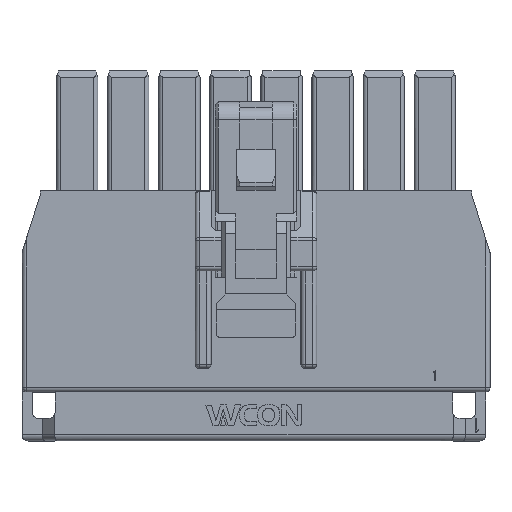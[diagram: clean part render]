
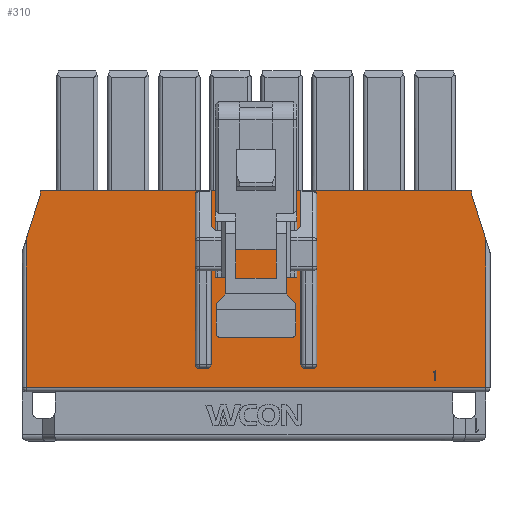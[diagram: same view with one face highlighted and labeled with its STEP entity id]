
A CAD part, top view. The second image highlights one B-rep face of the part: STEP entity #310.
In plain terms, the highlighted planar face has unit normal (0, 0, 1).
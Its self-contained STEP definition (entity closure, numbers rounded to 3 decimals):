
#30=CARTESIAN_POINT('',(-1.22,6.4,2.865));
#31=DIRECTION('',(1.,0.,0.));
#32=DIRECTION('',(0.,0.,1.));
#33=AXIS2_PLACEMENT_3D('',#30,#32,#31);
#34=PLANE('',#33);
#35=CARTESIAN_POINT('',(-11.77,9.85,2.865));
#36=VERTEX_POINT('',#35);
#37=CARTESIAN_POINT('',(-11.77,9.66,2.865));
#38=VERTEX_POINT('',#37);
#39=CARTESIAN_POINT('',(-11.77,9.85,2.865));
#40=DIRECTION('',(0.,-1.,0.));
#41=VECTOR('',#40,0.19);
#42=LINE('',#39,#41);
#43=EDGE_CURVE('',#36,#38,#42,.T.);
#44=ORIENTED_EDGE('',*,*,#43,.T.);
#45=CARTESIAN_POINT('',(-12.47,7.436,2.865));
#46=VERTEX_POINT('',#45);
#47=CARTESIAN_POINT('',(-11.77,9.66,2.865));
#48=DIRECTION('',(-0.3,-0.954,0.));
#49=VECTOR('',#48,2.332);
#50=LINE('',#47,#49);
#51=EDGE_CURVE('',#38,#46,#50,.T.);
#52=ORIENTED_EDGE('',*,*,#51,.T.);
#53=CARTESIAN_POINT('',(-12.47,0.2,2.865));
#54=VERTEX_POINT('',#53);
#55=CARTESIAN_POINT('',(-12.47,7.436,2.865));
#56=DIRECTION('',(0.,-1.,0.));
#57=VECTOR('',#56,7.236);
#58=LINE('',#55,#57);
#59=EDGE_CURVE('',#46,#54,#58,.T.);
#60=ORIENTED_EDGE('',*,*,#59,.T.);
#61=CARTESIAN_POINT('',(10.03,0.2,2.865));
#62=VERTEX_POINT('',#61);
#63=CARTESIAN_POINT('',(-12.47,0.2,2.865));
#64=DIRECTION('',(1.,0.,0.));
#65=VECTOR('',#64,22.5);
#66=LINE('',#63,#65);
#67=EDGE_CURVE('',#54,#62,#66,.T.);
#68=ORIENTED_EDGE('',*,*,#67,.T.);
#69=CARTESIAN_POINT('',(10.03,7.436,2.865));
#70=VERTEX_POINT('',#69);
#71=CARTESIAN_POINT('',(10.03,0.2,2.865));
#72=DIRECTION('',(0.,1.,0.));
#73=VECTOR('',#72,7.236);
#74=LINE('',#71,#73);
#75=EDGE_CURVE('',#62,#70,#74,.T.);
#76=ORIENTED_EDGE('',*,*,#75,.T.);
#77=CARTESIAN_POINT('',(9.33,9.66,2.865));
#78=VERTEX_POINT('',#77);
#79=CARTESIAN_POINT('',(10.03,7.436,2.865));
#80=DIRECTION('',(-0.3,0.954,0.));
#81=VECTOR('',#80,2.332);
#82=LINE('',#79,#81);
#83=EDGE_CURVE('',#70,#78,#82,.T.);
#84=ORIENTED_EDGE('',*,*,#83,.T.);
#85=CARTESIAN_POINT('',(9.33,9.85,2.865));
#86=VERTEX_POINT('',#85);
#87=CARTESIAN_POINT('',(9.33,9.66,2.865));
#88=DIRECTION('',(0.,1.,0.));
#89=VECTOR('',#88,0.19);
#90=LINE('',#87,#89);
#91=EDGE_CURVE('',#78,#86,#90,.T.);
#92=ORIENTED_EDGE('',*,*,#91,.T.);
#93=CARTESIAN_POINT('',(1.55,9.85,2.865));
#94=VERTEX_POINT('',#93);
#95=CARTESIAN_POINT('',(9.33,9.85,2.865));
#96=DIRECTION('',(-1.,0.,0.));
#97=VECTOR('',#96,7.78);
#98=LINE('',#95,#97);
#99=EDGE_CURVE('',#86,#94,#98,.T.);
#100=ORIENTED_EDGE('',*,*,#99,.T.);
#101=CARTESIAN_POINT('',(1.75,9.65,2.865));
#102=VERTEX_POINT('',#101);
#103=CARTESIAN_POINT('',(1.55,9.65,2.865));
#104=DIRECTION('',(0.,1.,0.));
#105=DIRECTION('',(0.,0.,-1.));
#106=AXIS2_PLACEMENT_3D('',#103,#105,#104);
#107=CIRCLE('',#106,0.2);
#108=EDGE_CURVE('',#94,#102,#107,.T.);
#109=ORIENTED_EDGE('',*,*,#108,.T.);
#110=CARTESIAN_POINT('',(1.75,1.35,2.865));
#111=VERTEX_POINT('',#110);
#112=CARTESIAN_POINT('',(1.75,9.65,2.865));
#113=DIRECTION('',(0.,-1.,0.));
#114=VECTOR('',#113,8.3);
#115=LINE('',#112,#114);
#116=EDGE_CURVE('',#102,#111,#115,.T.);
#117=ORIENTED_EDGE('',*,*,#116,.T.);
#118=CARTESIAN_POINT('',(1.55,1.15,2.865));
#119=VERTEX_POINT('',#118);
#120=CARTESIAN_POINT('',(1.55,1.35,2.865));
#121=DIRECTION('',(1.,0.,0.));
#122=DIRECTION('',(0.,0.,-1.));
#123=AXIS2_PLACEMENT_3D('',#120,#122,#121);
#124=CIRCLE('',#123,0.2);
#125=EDGE_CURVE('',#111,#119,#124,.T.);
#126=ORIENTED_EDGE('',*,*,#125,.T.);
#127=CARTESIAN_POINT('',(1.18,1.15,2.865));
#128=VERTEX_POINT('',#127);
#129=CARTESIAN_POINT('',(1.55,1.15,2.865));
#130=DIRECTION('',(-1.,0.,0.));
#131=VECTOR('',#130,0.37);
#132=LINE('',#129,#131);
#133=EDGE_CURVE('',#119,#128,#132,.T.);
#134=ORIENTED_EDGE('',*,*,#133,.T.);
#135=CARTESIAN_POINT('',(0.98,1.35,2.865));
#136=VERTEX_POINT('',#135);
#137=CARTESIAN_POINT('',(1.18,1.35,2.865));
#138=DIRECTION('',(0.,-1.,0.));
#139=DIRECTION('',(0.,0.,-1.));
#140=AXIS2_PLACEMENT_3D('',#137,#139,#138);
#141=CIRCLE('',#140,0.2);
#142=EDGE_CURVE('',#128,#136,#141,.T.);
#143=ORIENTED_EDGE('',*,*,#142,.T.);
#144=CARTESIAN_POINT('',(0.98,9.85,2.865));
#145=VERTEX_POINT('',#144);
#146=CARTESIAN_POINT('',(0.98,1.35,2.865));
#147=DIRECTION('',(0.,1.,0.));
#148=VECTOR('',#147,8.5);
#149=LINE('',#146,#148);
#150=EDGE_CURVE('',#136,#145,#149,.T.);
#151=ORIENTED_EDGE('',*,*,#150,.T.);
#152=CARTESIAN_POINT('',(0.78,9.85,2.865));
#153=VERTEX_POINT('',#152);
#154=CARTESIAN_POINT('',(0.98,9.85,2.865));
#155=DIRECTION('',(-1.,0.,0.));
#156=VECTOR('',#155,0.2);
#157=LINE('',#154,#156);
#158=EDGE_CURVE('',#145,#153,#157,.T.);
#159=ORIENTED_EDGE('',*,*,#158,.T.);
#160=CARTESIAN_POINT('',(0.78,12.8,2.865));
#161=VERTEX_POINT('',#160);
#162=CARTESIAN_POINT('',(0.78,9.85,2.865));
#163=DIRECTION('',(0.,1.,0.));
#164=VECTOR('',#163,2.95);
#165=LINE('',#162,#164);
#166=EDGE_CURVE('',#153,#161,#165,.T.);
#167=ORIENTED_EDGE('',*,*,#166,.T.);
#168=CARTESIAN_POINT('',(-3.22,12.8,2.865));
#169=VERTEX_POINT('',#168);
#170=CARTESIAN_POINT('',(0.78,12.8,2.865));
#171=DIRECTION('',(-1.,0.,0.));
#172=VECTOR('',#171,4.);
#173=LINE('',#170,#172);
#174=EDGE_CURVE('',#161,#169,#173,.T.);
#175=ORIENTED_EDGE('',*,*,#174,.T.);
#176=CARTESIAN_POINT('',(-3.22,9.85,2.865));
#177=VERTEX_POINT('',#176);
#178=CARTESIAN_POINT('',(-3.22,12.8,2.865));
#179=DIRECTION('',(0.,-1.,0.));
#180=VECTOR('',#179,2.95);
#181=LINE('',#178,#180);
#182=EDGE_CURVE('',#169,#177,#181,.T.);
#183=ORIENTED_EDGE('',*,*,#182,.T.);
#184=CARTESIAN_POINT('',(-3.42,9.85,2.865));
#185=VERTEX_POINT('',#184);
#186=CARTESIAN_POINT('',(-3.22,9.85,2.865));
#187=DIRECTION('',(-1.,0.,0.));
#188=VECTOR('',#187,0.2);
#189=LINE('',#186,#188);
#190=EDGE_CURVE('',#177,#185,#189,.T.);
#191=ORIENTED_EDGE('',*,*,#190,.T.);
#192=CARTESIAN_POINT('',(-3.42,1.35,2.865));
#193=VERTEX_POINT('',#192);
#194=CARTESIAN_POINT('',(-3.42,9.85,2.865));
#195=DIRECTION('',(0.,-1.,0.));
#196=VECTOR('',#195,8.5);
#197=LINE('',#194,#196);
#198=EDGE_CURVE('',#185,#193,#197,.T.);
#199=ORIENTED_EDGE('',*,*,#198,.T.);
#200=CARTESIAN_POINT('',(-3.62,1.15,2.865));
#201=VERTEX_POINT('',#200);
#202=CARTESIAN_POINT('',(-3.62,1.35,2.865));
#203=DIRECTION('',(1.,0.,0.));
#204=DIRECTION('',(0.,0.,-1.));
#205=AXIS2_PLACEMENT_3D('',#202,#204,#203);
#206=CIRCLE('',#205,0.2);
#207=EDGE_CURVE('',#193,#201,#206,.T.);
#208=ORIENTED_EDGE('',*,*,#207,.T.);
#209=CARTESIAN_POINT('',(-3.99,1.15,2.865));
#210=VERTEX_POINT('',#209);
#211=CARTESIAN_POINT('',(-3.62,1.15,2.865));
#212=DIRECTION('',(-1.,0.,0.));
#213=VECTOR('',#212,0.37);
#214=LINE('',#211,#213);
#215=EDGE_CURVE('',#201,#210,#214,.T.);
#216=ORIENTED_EDGE('',*,*,#215,.T.);
#217=CARTESIAN_POINT('',(-4.19,1.35,2.865));
#218=VERTEX_POINT('',#217);
#219=CARTESIAN_POINT('',(-3.99,1.35,2.865));
#220=DIRECTION('',(0.,-1.,0.));
#221=DIRECTION('',(0.,0.,-1.));
#222=AXIS2_PLACEMENT_3D('',#219,#221,#220);
#223=CIRCLE('',#222,0.2);
#224=EDGE_CURVE('',#210,#218,#223,.T.);
#225=ORIENTED_EDGE('',*,*,#224,.T.);
#226=CARTESIAN_POINT('',(-4.19,9.65,2.865));
#227=VERTEX_POINT('',#226);
#228=CARTESIAN_POINT('',(-4.19,1.35,2.865));
#229=DIRECTION('',(0.,1.,0.));
#230=VECTOR('',#229,8.3);
#231=LINE('',#228,#230);
#232=EDGE_CURVE('',#218,#227,#231,.T.);
#233=ORIENTED_EDGE('',*,*,#232,.T.);
#234=CARTESIAN_POINT('',(-3.99,9.85,2.865));
#235=VERTEX_POINT('',#234);
#236=CARTESIAN_POINT('',(-3.99,9.65,2.865));
#237=DIRECTION('',(-1.,0.,0.));
#238=DIRECTION('',(0.,0.,-1.));
#239=AXIS2_PLACEMENT_3D('',#236,#238,#237);
#240=CIRCLE('',#239,0.2);
#241=EDGE_CURVE('',#227,#235,#240,.T.);
#242=ORIENTED_EDGE('',*,*,#241,.T.);
#243=CARTESIAN_POINT('',(-3.99,9.85,2.865));
#244=DIRECTION('',(-1.,0.,0.));
#245=VECTOR('',#244,7.78);
#246=LINE('',#243,#245);
#247=EDGE_CURVE('',#235,#36,#246,.T.);
#248=ORIENTED_EDGE('',*,*,#247,.T.);
#249=EDGE_LOOP('',(#44,#52,#60,#68,#76,#84,#92,#100,#109,#117,#126,#134,#143,#151,#159,#167,#175,#183,#191,#199,#208,#216,#225,#233,#242,#248));
#250=FACE_OUTER_BOUND('',#249,.T.);
#251=CARTESIAN_POINT('',(7.553,1.05,2.865));
#252=VERTEX_POINT('',#251);
#253=CARTESIAN_POINT('',(7.577,1.05,2.865));
#254=VERTEX_POINT('',#253);
#255=CARTESIAN_POINT('',(7.553,1.05,2.865));
#256=DIRECTION('',(1.,0.,0.));
#257=VECTOR('',#256,0.025);
#258=LINE('',#255,#257);
#259=EDGE_CURVE('',#252,#254,#258,.T.);
#260=ORIENTED_EDGE('',*,*,#259,.T.);
#261=CARTESIAN_POINT('',(7.577,0.55,2.865));
#262=VERTEX_POINT('',#261);
#263=CARTESIAN_POINT('',(7.577,1.05,2.865));
#264=DIRECTION('',(0.,-1.,0.));
#265=VECTOR('',#264,0.5);
#266=LINE('',#263,#265);
#267=EDGE_CURVE('',#254,#262,#266,.T.);
#268=ORIENTED_EDGE('',*,*,#267,.T.);
#269=CARTESIAN_POINT('',(7.53,0.55,2.865));
#270=VERTEX_POINT('',#269);
#271=CARTESIAN_POINT('',(7.577,0.55,2.865));
#272=DIRECTION('',(-1.,0.,0.));
#273=VECTOR('',#272,0.047);
#274=LINE('',#271,#273);
#275=EDGE_CURVE('',#262,#270,#274,.T.);
#276=ORIENTED_EDGE('',*,*,#275,.T.);
#277=CARTESIAN_POINT('',(7.53,0.947,2.865));
#278=VERTEX_POINT('',#277);
#279=CARTESIAN_POINT('',(7.53,0.55,2.865));
#280=DIRECTION('',(0.,1.,0.));
#281=VECTOR('',#280,0.397);
#282=LINE('',#279,#281);
#283=EDGE_CURVE('',#270,#278,#282,.T.);
#284=ORIENTED_EDGE('',*,*,#283,.T.);
#285=CARTESIAN_POINT('',(7.468,0.947,2.865));
#286=VERTEX_POINT('',#285);
#287=CARTESIAN_POINT('',(7.53,0.947,2.865));
#288=DIRECTION('',(-1.,0.,0.));
#289=VECTOR('',#288,0.062);
#290=LINE('',#287,#289);
#291=EDGE_CURVE('',#278,#286,#290,.T.);
#292=ORIENTED_EDGE('',*,*,#291,.T.);
#293=CARTESIAN_POINT('',(7.468,0.978,2.865));
#294=VERTEX_POINT('',#293);
#295=CARTESIAN_POINT('',(7.468,0.947,2.865));
#296=DIRECTION('',(0.,1.,0.));
#297=VECTOR('',#296,0.031);
#298=LINE('',#295,#297);
#299=EDGE_CURVE('',#286,#294,#298,.T.);
#300=ORIENTED_EDGE('',*,*,#299,.T.);
#301=CARTESIAN_POINT('',(7.474,1.056,2.865));
#302=DIRECTION('',(-0.076,-0.997,0.));
#303=DIRECTION('',(0.,0.,1.));
#304=AXIS2_PLACEMENT_3D('',#301,#303,#302);
#305=CIRCLE('',#304,0.078);
#306=EDGE_CURVE('',#294,#252,#305,.T.);
#307=ORIENTED_EDGE('',*,*,#306,.T.);
#308=EDGE_LOOP('',(#260,#268,#276,#284,#292,#300,#307));
#309=FACE_BOUND('',#308,.T.);
#310=ADVANCED_FACE('',(#250,#309),#34,.T.);
